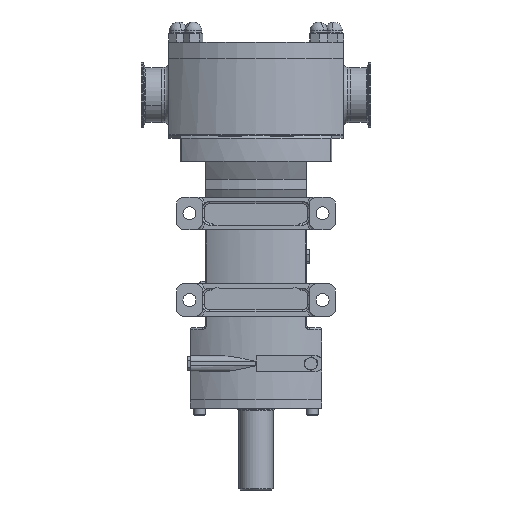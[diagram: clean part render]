
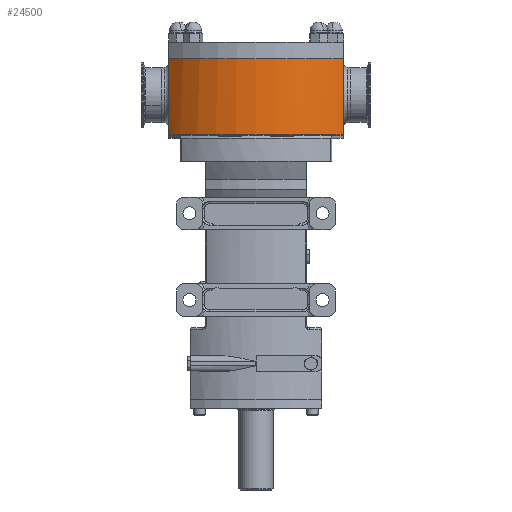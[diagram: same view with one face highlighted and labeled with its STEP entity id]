
A CAD part, front view. The second image highlights one B-rep face of the part: STEP entity #24500.
In plain terms, the highlighted cylindrical face has radius 168 mm (diameter 336 mm), a partial arc.
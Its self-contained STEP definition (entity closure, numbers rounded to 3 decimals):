
#345 = VERTEX_POINT ( 'NONE', #31485 ) ;
#864 = CARTESIAN_POINT ( 'NONE',  ( 0., 0., 471.62 ) ) ;
#882 = DIRECTION ( 'NONE',  ( 0., 0., 1. ) ) ;
#2471 = ORIENTED_EDGE ( 'NONE', *, *, #17236, .T. ) ;
#4154 = CIRCLE ( 'NONE', #23628, 168. ) ;
#4699 = DIRECTION ( 'NONE',  ( 0., 0., -1. ) ) ;
#4973 = LINE ( 'NONE', #28482, #22249 ) ;
#5268 = VERTEX_POINT ( 'NONE', #9378 ) ;
#7774 = DIRECTION ( 'NONE',  ( 1., 0., 0. ) ) ;
#7948 = CARTESIAN_POINT ( 'NONE',  ( 0., 0., 366.62 ) ) ;
#8121 = DIRECTION ( 'NONE',  ( 0., 0., 1. ) ) ;
#8512 = ORIENTED_EDGE ( 'NONE', *, *, #12767, .F. ) ;
#9378 = CARTESIAN_POINT ( 'NONE',  ( -121., -116.546, 471.62 ) ) ;
#10262 = AXIS2_PLACEMENT_3D ( 'NONE', #11794, #22401, #27451 ) ;
#10730 = EDGE_CURVE ( 'NONE', #18453, #20470, #26972, .T. ) ;
#10993 = AXIS2_PLACEMENT_3D ( 'NONE', #29622, #882, #11512 ) ;
#11497 = DIRECTION ( 'NONE',  ( -1., 0., 0. ) ) ;
#11512 = DIRECTION ( 'NONE',  ( 1., 0., 0. ) ) ;
#11703 = CARTESIAN_POINT ( 'NONE',  ( 121., -116.546, 471.62 ) ) ;
#11794 = CARTESIAN_POINT ( 'NONE',  ( 0., 0., 366.62 ) ) ;
#12030 = EDGE_CURVE ( 'NONE', #345, #13190, #4154, .T. ) ;
#12767 = EDGE_CURVE ( 'NONE', #5268, #24177, #27642, .T. ) ;
#13190 = VERTEX_POINT ( 'NONE', #24684 ) ;
#13659 = AXIS2_PLACEMENT_3D ( 'NONE', #7948, #8121, #7774 ) ;
#16645 = DIRECTION ( 'NONE',  ( 0., 0., 1. ) ) ;
#17228 = DIRECTION ( 'NONE',  ( 0., 0., -1. ) ) ;
#17236 = EDGE_CURVE ( 'NONE', #5268, #345, #17951, .T. ) ;
#17951 = LINE ( 'NONE', #34307, #27049 ) ;
#18453 = VERTEX_POINT ( 'NONE', #28340 ) ;
#18643 = CARTESIAN_POINT ( 'NONE',  ( 121., -116.546, 366.62 ) ) ;
#20470 = VERTEX_POINT ( 'NONE', #18643 ) ;
#21385 = CIRCLE ( 'NONE', #10262, 168. ) ;
#21524 = EDGE_LOOP ( 'NONE', ( #23633, #26172, #27533, #28454, #8512, #2471 ) ) ;
#22249 = VECTOR ( 'NONE', #33884, 1000. ) ;
#22266 = FACE_OUTER_BOUND ( 'NONE', #21524, .T. ) ;
#22401 = DIRECTION ( 'NONE',  ( 0., 0., -1. ) ) ;
#22441 = CYLINDRICAL_SURFACE ( 'NONE', #25218, 168. ) ;
#23628 = AXIS2_PLACEMENT_3D ( 'NONE', #29864, #16645, #25494 ) ;
#23633 = ORIENTED_EDGE ( 'NONE', *, *, #12030, .T. ) ;
#24177 = VERTEX_POINT ( 'NONE', #11703 ) ;
#24500 = ADVANCED_FACE ( 'NONE', ( #22266 ), #22441, .T. ) ;
#24684 = CARTESIAN_POINT ( 'NONE',  ( -105., -131.145, 366.62 ) ) ;
#24902 = EDGE_CURVE ( 'NONE', #18453, #13190, #21385, .T. ) ;
#25218 = AXIS2_PLACEMENT_3D ( 'NONE', #864, #17228, #11497 ) ;
#25494 = DIRECTION ( 'NONE',  ( 1., 0., 0. ) ) ;
#26172 = ORIENTED_EDGE ( 'NONE', *, *, #24902, .F. ) ;
#26972 = CIRCLE ( 'NONE', #13659, 168. ) ;
#27049 = VECTOR ( 'NONE', #4699, 1000. ) ;
#27451 = DIRECTION ( 'NONE',  ( -1., 0., 0. ) ) ;
#27533 = ORIENTED_EDGE ( 'NONE', *, *, #10730, .T. ) ;
#27642 = CIRCLE ( 'NONE', #10993, 168. ) ;
#28340 = CARTESIAN_POINT ( 'NONE',  ( 105., -131.145, 366.62 ) ) ;
#28454 = ORIENTED_EDGE ( 'NONE', *, *, #31669, .F. ) ;
#28482 = CARTESIAN_POINT ( 'NONE',  ( 121., -116.546, 471.62 ) ) ;
#29622 = CARTESIAN_POINT ( 'NONE',  ( 0., 0., 471.62 ) ) ;
#29864 = CARTESIAN_POINT ( 'NONE',  ( 0., 0., 366.62 ) ) ;
#31485 = CARTESIAN_POINT ( 'NONE',  ( -121., -116.546, 366.62 ) ) ;
#31669 = EDGE_CURVE ( 'NONE', #24177, #20470, #4973, .T. ) ;
#33884 = DIRECTION ( 'NONE',  ( 0., 0., -1. ) ) ;
#34307 = CARTESIAN_POINT ( 'NONE',  ( -121., -116.546, 471.62 ) ) ;
